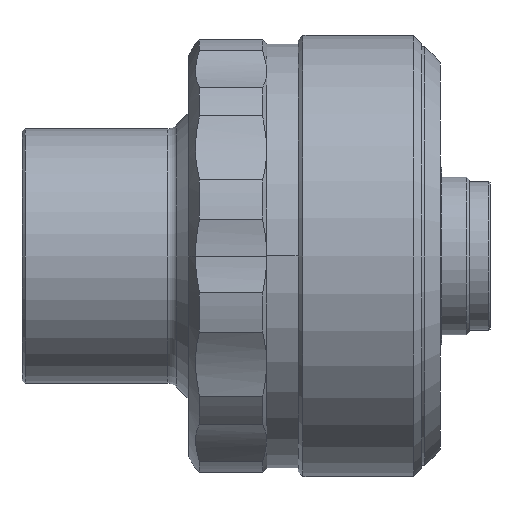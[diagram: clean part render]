
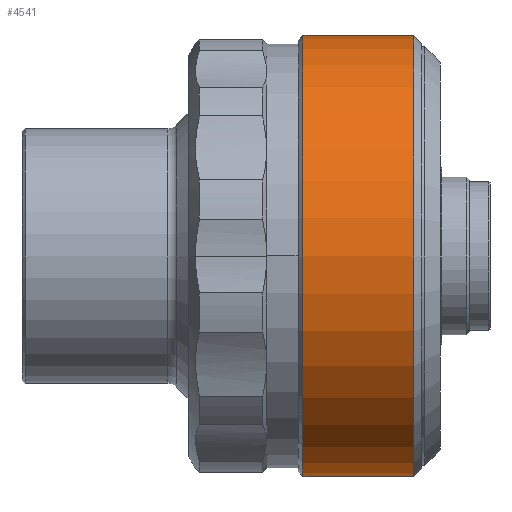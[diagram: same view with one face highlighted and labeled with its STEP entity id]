
A CAD part, front view. The second image highlights one B-rep face of the part: STEP entity #4541.
In plain terms, the highlighted cylindrical face has radius 35.5 mm (diameter 71 mm), a partial arc.
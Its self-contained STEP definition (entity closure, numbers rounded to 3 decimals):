
#55 = AXIS2_PLACEMENT_3D ( 'NONE', #3416, #737, #3863 ) ;
#407 = EDGE_LOOP ( 'NONE', ( #5364, #1807, #1432, #5114 ) ) ;
#504 = DIRECTION ( 'NONE',  ( 1., 0., 0. ) ) ;
#534 = VERTEX_POINT ( 'NONE', #3141 ) ;
#737 = DIRECTION ( 'NONE',  ( 1., 0., 0. ) ) ;
#954 = DIRECTION ( 'NONE',  ( 1., 0., 0. ) ) ;
#1432 = ORIENTED_EDGE ( 'NONE', *, *, #5084, .T. ) ;
#1480 = VECTOR ( 'NONE', #504, 1000. ) ;
#1807 = ORIENTED_EDGE ( 'NONE', *, *, #5302, .T. ) ;
#2050 = CYLINDRICAL_SURFACE ( 'NONE', #2711, 35.5 ) ;
#2110 = CARTESIAN_POINT ( 'NONE',  ( -22.02, 0., 0. ) ) ;
#2526 = DIRECTION ( 'NONE',  ( 0., 0., -1. ) ) ;
#2566 = DIRECTION ( 'NONE',  ( 0., 0., -1. ) ) ;
#2662 = CARTESIAN_POINT ( 'NONE',  ( 31.28, 0., -35.5 ) ) ;
#2711 = AXIS2_PLACEMENT_3D ( 'NONE', #5208, #3421, #2526 ) ;
#2837 = CARTESIAN_POINT ( 'NONE',  ( -39.82, 0., 35.5 ) ) ;
#3085 = VERTEX_POINT ( 'NONE', #5618 ) ;
#3141 = CARTESIAN_POINT ( 'NONE',  ( -22.02, 0., 35.5 ) ) ;
#3169 = CARTESIAN_POINT ( 'NONE',  ( 31.28, 0., 35.5 ) ) ;
#3416 = CARTESIAN_POINT ( 'NONE',  ( -39.82, 0., 0. ) ) ;
#3421 = DIRECTION ( 'NONE',  ( 1., 0., 0. ) ) ;
#3436 = AXIS2_PLACEMENT_3D ( 'NONE', #2110, #5247, #2566 ) ;
#3437 = LINE ( 'NONE', #2662, #4620 ) ;
#3459 = CARTESIAN_POINT ( 'NONE',  ( -22.02, 0., -35.5 ) ) ;
#3467 = VERTEX_POINT ( 'NONE', #3459 ) ;
#3478 = EDGE_CURVE ( 'NONE', #534, #3467, #3614, .T. ) ;
#3614 = CIRCLE ( 'NONE', #3436, 35.5 ) ;
#3667 = FACE_OUTER_BOUND ( 'NONE', #407, .T. ) ;
#3863 = DIRECTION ( 'NONE',  ( 0., 0., -1. ) ) ;
#4326 = VERTEX_POINT ( 'NONE', #2837 ) ;
#4541 = ADVANCED_FACE ( 'NONE', ( #3667 ), #2050, .T. ) ;
#4620 = VECTOR ( 'NONE', #954, 1000. ) ;
#4882 = LINE ( 'NONE', #3169, #1480 ) ;
#4960 = CIRCLE ( 'NONE', #55, 35.5 ) ;
#5084 = EDGE_CURVE ( 'NONE', #3085, #3467, #3437, .T. ) ;
#5114 = ORIENTED_EDGE ( 'NONE', *, *, #3478, .F. ) ;
#5208 = CARTESIAN_POINT ( 'NONE',  ( 31.28, 0., 0. ) ) ;
#5247 = DIRECTION ( 'NONE',  ( 1., 0., 0. ) ) ;
#5302 = EDGE_CURVE ( 'NONE', #4326, #3085, #4960, .T. ) ;
#5364 = ORIENTED_EDGE ( 'NONE', *, *, #5475, .F. ) ;
#5475 = EDGE_CURVE ( 'NONE', #4326, #534, #4882, .T. ) ;
#5618 = CARTESIAN_POINT ( 'NONE',  ( -39.82, 0., -35.5 ) ) ;
